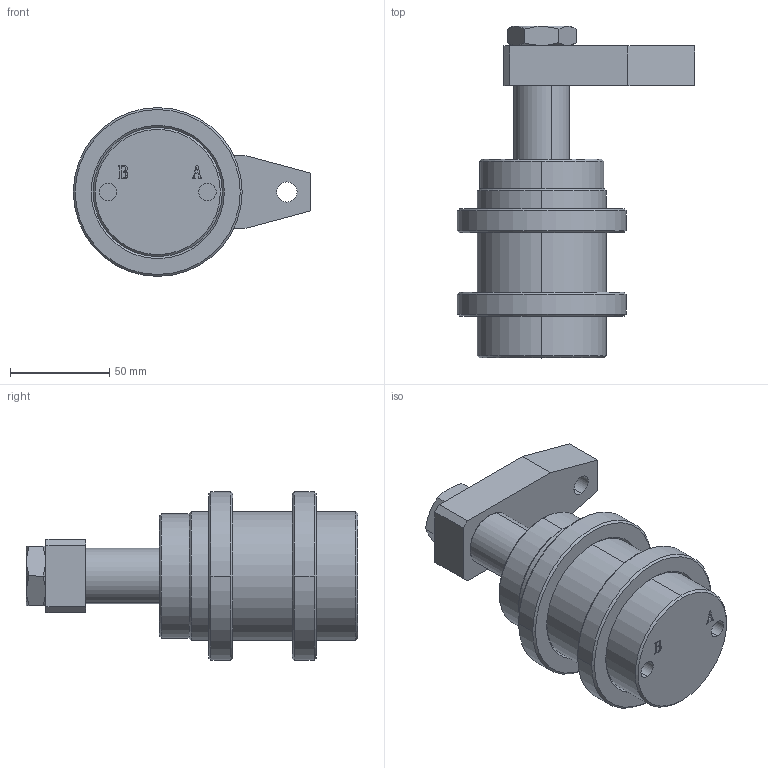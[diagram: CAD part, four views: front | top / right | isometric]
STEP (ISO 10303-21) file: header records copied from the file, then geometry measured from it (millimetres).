
FILE_DESCRIPTION (( 'STEP AP203' ), '1' );
FILE_NAME ('HSL-TB50S.STEP', '2019-10-06T06:51:34', ( '微软用户' ), ( '微软中国' ), 'SwSTEP 2.0', 'SolidWorks 2012', '' );
FILE_SCHEMA (( 'CONFIG_CONTROL_DESIGN' ));
Length unit declared in the file: millimetre
Products named in the file (6): HSL-TB50S掛极; HSL-50S活塞杆; HSL-50S揤旋杻秶; hex thin nuts-grades ab-chamfered gb_GB_FASTENER_NUT_STNAB  B M20-N; 蹟譫; HSL-TB50S
Assembly tree (6 placements, depth 2):
  HSL-TB50S
    HSL-TB50S掛极
    HSL-50S活塞杆
    HSL-50S揤旋杻秶
    hex thin nuts-grades ab-chamfered gb_GB_FASTENER_NUT_STNAB  B M20-N
    蹟譫  x2
Bounding box: 119.5 x 167 x 85 mm (x, y, z)
Volume: 410889.1 mm3; surface area: 90087.8 mm2
Topology: 6 solids, 6 shells, 164 faces, 374 edges, 236 vertices
Faces by surface type: plane 72, cone 36, cylinder 34, bspline 16, torus 6
Entity records: 5740 total; most frequent: CARTESIAN_POINT 1705, ORIENTED_EDGE 692, DIRECTION 690, EDGE_CURVE 346, AXIS2_PLACEMENT_3D 245, VERTEX_POINT 220, LINE 200, VECTOR 200
